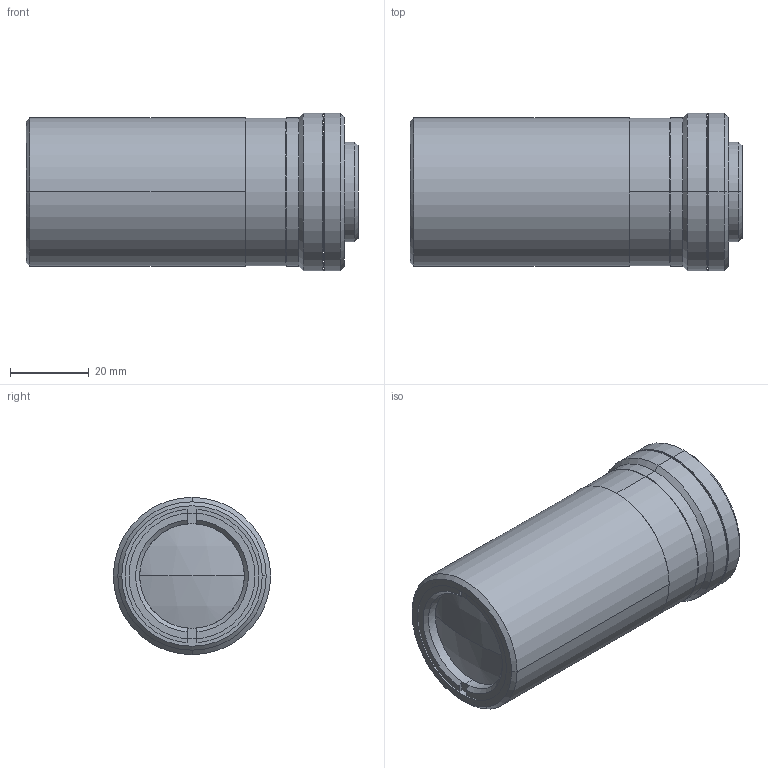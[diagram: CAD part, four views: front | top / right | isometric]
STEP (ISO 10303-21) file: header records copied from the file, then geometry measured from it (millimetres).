
FILE_DESCRIPTION (( 'STEP AP214' ), '1' );
FILE_NAME ('TC13016.STEP', '2015-06-19T12:41:52', ( '' ), ( '' ), 'SwSTEP 2.0', 'SolidWorks 2013', '' );
FILE_SCHEMA (( 'AUTOMOTIVE_DESIGN' ));
Length unit declared in the file: millimetre
Products named in the file (1): TC13016
Bounding box: 84.36 x 40 x 40 mm (x, y, z)
Surface area: 17981 mm2 (no closed solid volume)
Topology: 0 solids, 11 shells, 61 faces, 162 edges, 114 vertices
Faces by surface type: cylinder 28, plane 19, cone 10, sphere 4
Entity records: 2652 total; most frequent: DIRECTION 392, CARTESIAN_POINT 350, ORIENTED_EDGE 262, AXIS2_PLACEMENT_3D 172, EDGE_CURVE 162, VERTEX_POINT 114, CIRCLE 110, EDGE_LOOP 80
